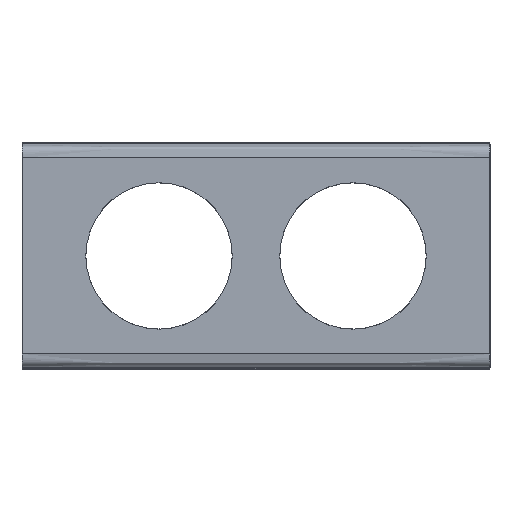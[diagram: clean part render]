
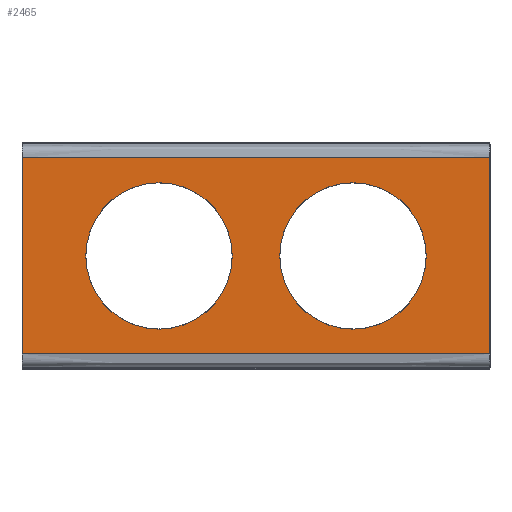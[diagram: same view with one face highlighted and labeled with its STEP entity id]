
A CAD part, top view. The second image highlights one B-rep face of the part: STEP entity #2465.
In plain terms, the highlighted planar face has unit normal (0, 0, -1).
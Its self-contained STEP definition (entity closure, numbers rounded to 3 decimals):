
#1997=AXIS2_PLACEMENT_3D('Circle Axis2P3D',#1995,#1996,$) ;
#2032=AXIS2_PLACEMENT_3D('Circle Axis2P3D',#2030,#2031,$) ;
#2410=AXIS2_PLACEMENT_3D('Circle Axis2P3D',#2408,#2409,$) ;
#2444=AXIS2_PLACEMENT_3D('Plane Axis2P3D',#2441,#2442,#2443) ;
#2458=AXIS2_PLACEMENT_3D('Circle Axis2P3D',#2456,#2457,$) ;
#1992=CARTESIAN_POINT('Vertex',(8.7,0.,8.5)) ;
#1995=CARTESIAN_POINT('Axis2P3D Location',(35.5,0.,8.5)) ;
#1999=CARTESIAN_POINT('Vertex',(62.3,0.,8.5)) ;
#2027=CARTESIAN_POINT('Vertex',(-62.3,0.,8.5)) ;
#2030=CARTESIAN_POINT('Axis2P3D Location',(-35.5,0.,8.5)) ;
#2034=CARTESIAN_POINT('Vertex',(-8.7,0.,8.5)) ;
#2109=CARTESIAN_POINT('Vertex',(85.5,-35.881,8.5)) ;
#2112=CARTESIAN_POINT('Line Origine',(85.5,0.,8.5)) ;
#2116=CARTESIAN_POINT('Vertex',(85.5,35.881,8.5)) ;
#2245=CARTESIAN_POINT('Line Origine',(0.,35.881,8.5)) ;
#2249=CARTESIAN_POINT('Vertex',(-85.5,35.881,8.5)) ;
#2341=CARTESIAN_POINT('Line Origine',(-85.5,0.,8.5)) ;
#2345=CARTESIAN_POINT('Vertex',(-85.5,-35.881,8.5)) ;
#2396=CARTESIAN_POINT('Line Origine',(0.,-35.881,8.5)) ;
#2408=CARTESIAN_POINT('Axis2P3D Location',(-35.5,0.,8.5)) ;
#2441=CARTESIAN_POINT('Axis2P3D Location',(0.,35.881,8.5)) ;
#2456=CARTESIAN_POINT('Axis2P3D Location',(35.5,0.,8.5)) ;
#1996=DIRECTION('Axis2P3D Direction',(0.,0.,1.)) ;
#2031=DIRECTION('Axis2P3D Direction',(0.,0.,1.)) ;
#2113=DIRECTION('Vector Direction',(0.,-1.,0.)) ;
#2246=DIRECTION('Vector Direction',(1.,0.,0.)) ;
#2342=DIRECTION('Vector Direction',(0.,-1.,0.)) ;
#2397=DIRECTION('Vector Direction',(1.,0.,0.)) ;
#2409=DIRECTION('Axis2P3D Direction',(0.,0.,1.)) ;
#2442=DIRECTION('Axis2P3D Direction',(-0.,0.,1.)) ;
#2443=DIRECTION('Axis2P3D XDirection',(0.,-1.,0.)) ;
#2457=DIRECTION('Axis2P3D Direction',(-0.,0.,1.)) ;
#2114=VECTOR('Line Direction',#2113,1.) ;
#2247=VECTOR('Line Direction',#2246,1.) ;
#2343=VECTOR('Line Direction',#2342,1.) ;
#2398=VECTOR('Line Direction',#2397,1.) ;
#2447=ORIENTED_EDGE('',*,*,#2347,.F.) ;
#2448=ORIENTED_EDGE('',*,*,#2251,.T.) ;
#2449=ORIENTED_EDGE('',*,*,#2118,.T.) ;
#2450=ORIENTED_EDGE('',*,*,#2400,.F.) ;
#2453=ORIENTED_EDGE('',*,*,#2412,.T.) ;
#2454=ORIENTED_EDGE('',*,*,#2036,.T.) ;
#2462=ORIENTED_EDGE('',*,*,#2460,.T.) ;
#2463=ORIENTED_EDGE('',*,*,#2001,.T.) ;
#2455=FACE_BOUND('',#2452,.T.) ;
#2464=FACE_BOUND('',#2461,.T.) ;
#2465=ADVANCED_FACE('Surface.1',(#2451,#2455,#2464),#2445,.F.) ;
#1998=CIRCLE('generated circle',#1997,26.8) ;
#2033=CIRCLE('generated circle',#2032,26.8) ;
#2411=CIRCLE('generated circle',#2410,26.8) ;
#2459=CIRCLE('generated circle',#2458,26.8) ;
#2001=EDGE_CURVE('',#2000,#1993,#1998,.T.) ;
#2036=EDGE_CURVE('',#2035,#2028,#2033,.T.) ;
#2118=EDGE_CURVE('',#2117,#2110,#2115,.T.) ;
#2251=EDGE_CURVE('',#2250,#2117,#2248,.T.) ;
#2347=EDGE_CURVE('',#2250,#2346,#2344,.T.) ;
#2400=EDGE_CURVE('',#2346,#2110,#2399,.T.) ;
#2412=EDGE_CURVE('',#2028,#2035,#2411,.T.) ;
#2460=EDGE_CURVE('',#1993,#2000,#2459,.T.) ;
#2446=EDGE_LOOP('',(#2447,#2448,#2449,#2450)) ;
#2452=EDGE_LOOP('',(#2453,#2454)) ;
#2461=EDGE_LOOP('',(#2462,#2463)) ;
#2451=FACE_OUTER_BOUND('',#2446,.T.) ;
#2115=LINE('Line',#2112,#2114) ;
#2248=LINE('Line',#2245,#2247) ;
#2344=LINE('Line',#2341,#2343) ;
#2399=LINE('Line',#2396,#2398) ;
#2445=PLANE('',#2444) ;
#1993=VERTEX_POINT('',#1992) ;
#2000=VERTEX_POINT('',#1999) ;
#2028=VERTEX_POINT('',#2027) ;
#2035=VERTEX_POINT('',#2034) ;
#2110=VERTEX_POINT('',#2109) ;
#2117=VERTEX_POINT('',#2116) ;
#2250=VERTEX_POINT('',#2249) ;
#2346=VERTEX_POINT('',#2345) ;
